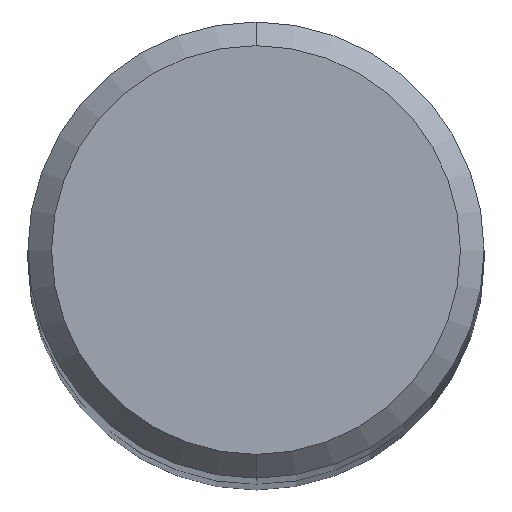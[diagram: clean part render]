
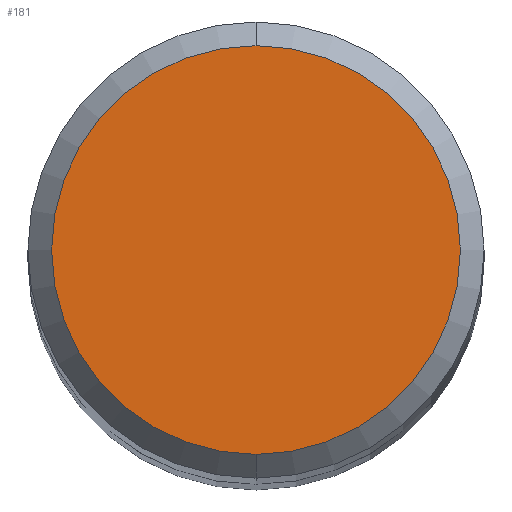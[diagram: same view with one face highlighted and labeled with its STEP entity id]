
A CAD part, top view. The second image highlights one B-rep face of the part: STEP entity #181.
In plain terms, the highlighted planar face has unit normal (0, 0, 1).
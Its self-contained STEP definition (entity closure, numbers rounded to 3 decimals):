
#181=ADVANCED_FACE('',(#458),#459,.T.);
#207=EDGE_CURVE('',#395,#241,#488,.T.);
#241=VERTEX_POINT('',#524);
#271=EDGE_CURVE('',#241,#395,#556,.T.);
#395=VERTEX_POINT('',#692);
#458=FACE_OUTER_BOUND('',#801,.T.);
#459=PLANE('',#802);
#488=CIRCLE('',#872,3.45);
#524=CARTESIAN_POINT('',(0.,-3.45,0.0));
#556=CIRCLE('',#996,3.45);
#692=CARTESIAN_POINT('',(0.0,3.45,0.0));
#801=EDGE_LOOP('',(#1349,#1350));
#802=AXIS2_PLACEMENT_3D('',#1351,#1352,#1353);
#872=AXIS2_PLACEMENT_3D('',#1391,#1392,#1393);
#996=AXIS2_PLACEMENT_3D('',#1468,#1469,#1470);
#1349=ORIENTED_EDGE('',*,*,#207,.F.);
#1350=ORIENTED_EDGE('',*,*,#271,.F.);
#1351=CARTESIAN_POINT('',(0.0,1.725,0.0));
#1352=DIRECTION('',(-0.0,0.0,1.0));
#1353=DIRECTION('',(0.0,-1.0,0.0));
#1391=CARTESIAN_POINT('',(0.0,0.0,0.0));
#1392=DIRECTION('',(0.0,0.0,-1.0));
#1393=DIRECTION('',(0.0,1.0,0.0));
#1468=CARTESIAN_POINT('',(0.0,0.0,0.0));
#1469=DIRECTION('',(0.0,0.0,-1.0));
#1470=DIRECTION('',(0.0,1.0,0.0));
